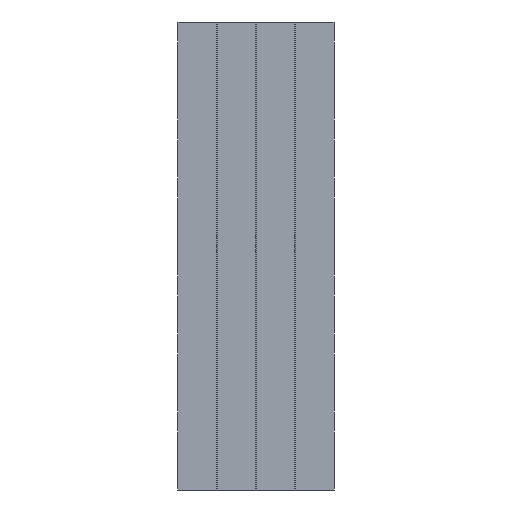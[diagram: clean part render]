
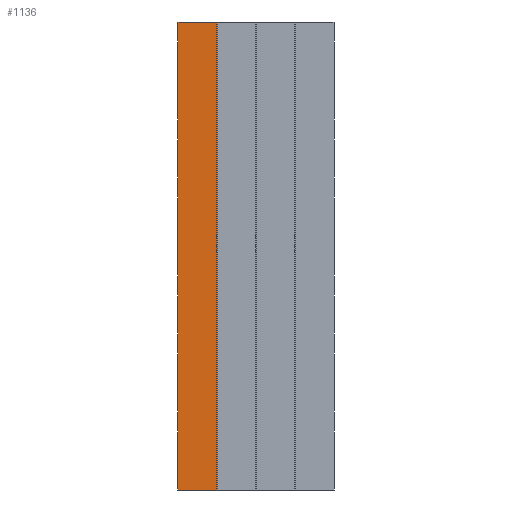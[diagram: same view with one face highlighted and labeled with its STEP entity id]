
A CAD part, left-side view. The second image highlights one B-rep face of the part: STEP entity #1136.
In plain terms, the highlighted planar face has unit normal (-1, 0, 0).
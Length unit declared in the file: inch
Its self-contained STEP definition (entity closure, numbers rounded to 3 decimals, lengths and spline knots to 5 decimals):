
#55 = CARTESIAN_POINT ( 'NONE',  ( -0.5, 1., -46.5 ) ) ;
#309 = DIRECTION ( 'NONE',  ( 0., 0., 1. ) ) ;
#370 = VERTEX_POINT ( 'NONE', #2926 ) ;
#510 = CARTESIAN_POINT ( 'NONE',  ( -0.5, 1., -46.5 ) ) ;
#645 = CARTESIAN_POINT ( 'NONE',  ( -0.5, -1., -46.5 ) ) ;
#744 = CARTESIAN_POINT ( 'NONE',  ( -0.5, -1., -40.5 ) ) ;
#840 = CARTESIAN_POINT ( 'NONE',  ( -0.5, 1., -46.5 ) ) ;
#1136 = ADVANCED_FACE ( 'NONE', ( #3387 ), #3915, .T. ) ;
#1229 = DIRECTION ( 'NONE',  ( 0., 0., 1. ) ) ;
#1302 = VECTOR ( 'NONE', #2141, 39.37008 ) ;
#1782 = LINE ( 'NONE', #744, #5451 ) ;
#1830 = CARTESIAN_POINT ( 'NONE',  ( -0.5, 0.505, -40.5 ) ) ;
#1834 = VECTOR ( 'NONE', #309, 39.37008 ) ;
#2119 = EDGE_CURVE ( 'NONE', #370, #2210, #2884, .T. ) ;
#2125 = EDGE_LOOP ( 'NONE', ( #3590, #4891, #6573, #5994 ) ) ;
#2141 = DIRECTION ( 'NONE',  ( 0., 0., 1. ) ) ;
#2210 = VERTEX_POINT ( 'NONE', #1830 ) ;
#2691 = VERTEX_POINT ( 'NONE', #510 ) ;
#2831 = EDGE_CURVE ( 'NONE', #2691, #6380, #5964, .T. ) ;
#2869 = DIRECTION ( 'NONE',  ( 0., 1., 0. ) ) ;
#2884 = LINE ( 'NONE', #5665, #1834 ) ;
#2926 = CARTESIAN_POINT ( 'NONE',  ( -0.5, 0.505, -46.5 ) ) ;
#3182 = AXIS2_PLACEMENT_3D ( 'NONE', #645, #6029, #1229 ) ;
#3387 = FACE_OUTER_BOUND ( 'NONE', #2125, .T. ) ;
#3434 = EDGE_CURVE ( 'NONE', #2691, #370, #6599, .T. ) ;
#3590 = ORIENTED_EDGE ( 'NONE', *, *, #2119, .T. ) ;
#3915 = PLANE ( 'NONE',  #3182 ) ;
#4891 = ORIENTED_EDGE ( 'NONE', *, *, #5803, .T. ) ;
#4943 = DIRECTION ( 'NONE',  ( 0., -1., 0. ) ) ;
#5451 = VECTOR ( 'NONE', #2869, 39.37008 ) ;
#5665 = CARTESIAN_POINT ( 'NONE',  ( -0.5, 0.505, -46.5 ) ) ;
#5803 = EDGE_CURVE ( 'NONE', #2210, #6380, #1782, .T. ) ;
#5964 = LINE ( 'NONE', #55, #1302 ) ;
#5994 = ORIENTED_EDGE ( 'NONE', *, *, #3434, .T. ) ;
#6029 = DIRECTION ( 'NONE',  ( -1., 0., 0. ) ) ;
#6380 = VERTEX_POINT ( 'NONE', #6425 ) ;
#6425 = CARTESIAN_POINT ( 'NONE',  ( -0.5, 1., -40.5 ) ) ;
#6520 = VECTOR ( 'NONE', #4943, 39.37008 ) ;
#6573 = ORIENTED_EDGE ( 'NONE', *, *, #2831, .F. ) ;
#6599 = LINE ( 'NONE', #840, #6520 ) ;
